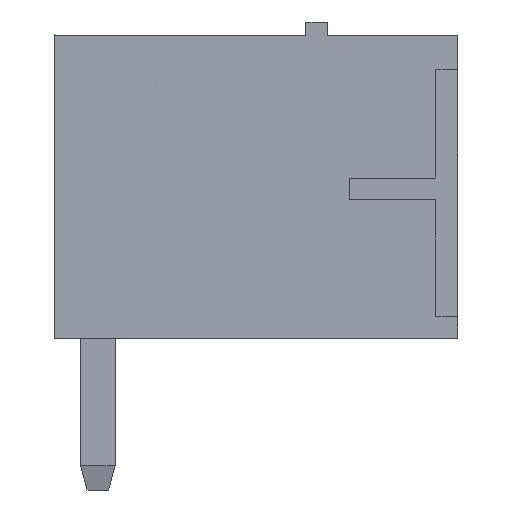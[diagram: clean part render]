
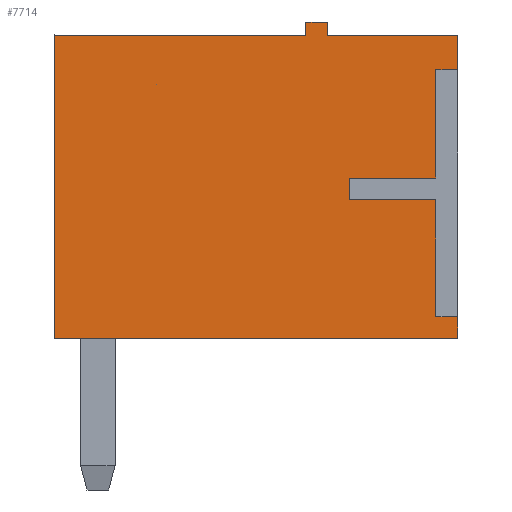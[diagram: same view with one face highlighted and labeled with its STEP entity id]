
A CAD part, left-side view. The second image highlights one B-rep face of the part: STEP entity #7714.
In plain terms, the highlighted planar face has unit normal (-1, 0, 0).
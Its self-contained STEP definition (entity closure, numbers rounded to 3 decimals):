
#401=FACE_OUTER_BOUND('',#842,.T.);
#842=EDGE_LOOP('',(#6225,#6226,#6227,#6228,#6229,#6230,#6231,#6232,#6233,
#6234,#6235,#6236,#6237,#6238,#6239,#6240));
#1206=LINE('',#10661,#2207);
#1284=LINE('',#10837,#2285);
#1571=LINE('',#11430,#2572);
#1575=LINE('',#11437,#2576);
#1733=LINE('',#11789,#2734);
#1739=LINE('',#11801,#2740);
#1740=LINE('',#11803,#2741);
#1742=LINE('',#11806,#2743);
#1744=LINE('',#11810,#2745);
#1747=LINE('',#11816,#2748);
#1750=LINE('',#11821,#2751);
#1752=LINE('',#11826,#2753);
#1753=LINE('',#11828,#2754);
#1754=LINE('',#11830,#2755);
#1755=LINE('',#11831,#2756);
#1756=LINE('',#11832,#2757);
#2207=VECTOR('',#8707,5.8);
#2285=VECTOR('',#8823,9.3);
#2572=VECTOR('',#9326,0.8);
#2576=VECTOR('',#9330,0.5);
#2734=VECTOR('',#9662,2.7);
#2740=VECTOR('',#9670,2.5);
#2741=VECTOR('',#9673,0.5);
#2743=VECTOR('',#9677,0.5);
#2745=VECTOR('',#9681,2.);
#2748=VECTOR('',#9686,0.5);
#2751=VECTOR('',#9691,2.);
#2753=VECTOR('',#9697,3.);
#2754=VECTOR('',#9698,0.3);
#2755=VECTOR('',#9699,0.5);
#2756=VECTOR('',#9700,0.3);
#2757=VECTOR('',#9701,7.);
#3124=VERTEX_POINT('',#10654);
#3127=VERTEX_POINT('',#10659);
#3204=VERTEX_POINT('',#10833);
#3206=VERTEX_POINT('',#10836);
#3403=VERTEX_POINT('',#11427);
#3404=VERTEX_POINT('',#11429);
#3407=VERTEX_POINT('',#11435);
#3512=VERTEX_POINT('',#11785);
#3514=VERTEX_POINT('',#11788);
#3516=VERTEX_POINT('',#11794);
#3519=VERTEX_POINT('',#11799);
#3520=VERTEX_POINT('',#11809);
#3522=VERTEX_POINT('',#11815);
#3524=VERTEX_POINT('',#11825);
#3525=VERTEX_POINT('',#11827);
#3526=VERTEX_POINT('',#11829);
#3891=EDGE_CURVE('',#3127,#3124,#1206,.T.);
#3969=EDGE_CURVE('',#3204,#3206,#1284,.T.);
#4270=EDGE_CURVE('',#3403,#3404,#1571,.T.);
#4274=EDGE_CURVE('',#3407,#3204,#1575,.T.);
#4443=EDGE_CURVE('',#3514,#3512,#1733,.T.);
#4449=EDGE_CURVE('',#3516,#3519,#1739,.T.);
#4450=EDGE_CURVE('',#3519,#3404,#1740,.T.);
#4452=EDGE_CURVE('',#3407,#3514,#1742,.T.);
#4454=EDGE_CURVE('',#3520,#3516,#1744,.T.);
#4457=EDGE_CURVE('',#3522,#3520,#1747,.T.);
#4460=EDGE_CURVE('',#3512,#3522,#1750,.T.);
#4462=EDGE_CURVE('',#3524,#3403,#1752,.T.);
#4463=EDGE_CURVE('',#3525,#3524,#1753,.T.);
#4464=EDGE_CURVE('',#3526,#3525,#1754,.T.);
#4465=EDGE_CURVE('',#3124,#3526,#1755,.T.);
#4466=EDGE_CURVE('',#3206,#3127,#1756,.T.);
#6225=ORIENTED_EDGE('',*,*,#4452,.T.);
#6226=ORIENTED_EDGE('',*,*,#4443,.T.);
#6227=ORIENTED_EDGE('',*,*,#4460,.T.);
#6228=ORIENTED_EDGE('',*,*,#4457,.T.);
#6229=ORIENTED_EDGE('',*,*,#4454,.T.);
#6230=ORIENTED_EDGE('',*,*,#4449,.T.);
#6231=ORIENTED_EDGE('',*,*,#4450,.T.);
#6232=ORIENTED_EDGE('',*,*,#4270,.F.);
#6233=ORIENTED_EDGE('',*,*,#4462,.F.);
#6234=ORIENTED_EDGE('',*,*,#4463,.F.);
#6235=ORIENTED_EDGE('',*,*,#4464,.F.);
#6236=ORIENTED_EDGE('',*,*,#4465,.F.);
#6237=ORIENTED_EDGE('',*,*,#3891,.F.);
#6238=ORIENTED_EDGE('',*,*,#4466,.F.);
#6239=ORIENTED_EDGE('',*,*,#3969,.F.);
#6240=ORIENTED_EDGE('',*,*,#4274,.F.);
#7023=PLANE('',#8143);
#7714=ADVANCED_FACE('',(#401),#7023,.T.);
#8143=AXIS2_PLACEMENT_3D('',#11824,#9695,#9696);
#8707=DIRECTION('',(0.,-1.,0.));
#8823=DIRECTION('',(0.,1.,0.));
#9326=DIRECTION('',(0.,0.,-1.));
#9330=DIRECTION('',(0.,0.,-1.));
#9662=DIRECTION('',(0.,0.,1.));
#9670=DIRECTION('',(0.,0.,1.));
#9673=DIRECTION('',(0.,-1.,0.));
#9677=DIRECTION('',(0.,1.,0.));
#9681=DIRECTION('',(0.,-1.,0.));
#9686=DIRECTION('',(0.,0.,1.));
#9691=DIRECTION('',(0.,1.,0.));
#9695=DIRECTION('center_axis',(-1.,0.,0.));
#9696=DIRECTION('ref_axis',(0.,0.,-1.));
#9697=DIRECTION('',(0.,-1.,0.));
#9698=DIRECTION('',(0.,0.,-1.));
#9699=DIRECTION('',(0.,-1.,0.));
#9700=DIRECTION('',(0.,0.,1.));
#9701=DIRECTION('',(0.,0.,1.));
#10654=CARTESIAN_POINT('',(-9.875,-4.8,7.));
#10659=CARTESIAN_POINT('',(-9.875,1.,7.));
#10661=CARTESIAN_POINT('',(-9.875,-0.5,7.));
#10833=CARTESIAN_POINT('',(-9.875,-8.3,0.));
#10836=CARTESIAN_POINT('',(-9.875,1.,0.));
#10837=CARTESIAN_POINT('',(-9.875,-0.5,0.));
#11427=CARTESIAN_POINT('',(-9.875,-8.3,7.));
#11429=CARTESIAN_POINT('',(-9.875,-8.3,6.2));
#11430=CARTESIAN_POINT('',(-9.875,-8.3,7.));
#11435=CARTESIAN_POINT('',(-9.875,-8.3,0.5));
#11437=CARTESIAN_POINT('',(-9.875,-8.3,7.));
#11785=CARTESIAN_POINT('',(-9.875,-7.8,3.2));
#11788=CARTESIAN_POINT('',(-9.875,-7.8,0.5));
#11789=CARTESIAN_POINT('',(-9.875,-7.8,3.75));
#11794=CARTESIAN_POINT('',(-9.875,-7.8,3.7));
#11799=CARTESIAN_POINT('',(-9.875,-7.8,6.2));
#11801=CARTESIAN_POINT('',(-9.875,-7.8,3.75));
#11803=CARTESIAN_POINT('',(-9.875,-4.15,6.2));
#11806=CARTESIAN_POINT('',(-9.875,-4.4,0.5));
#11809=CARTESIAN_POINT('',(-9.875,-5.8,3.7));
#11810=CARTESIAN_POINT('',(-9.875,-3.15,3.7));
#11815=CARTESIAN_POINT('',(-9.875,-5.8,3.2));
#11816=CARTESIAN_POINT('',(-9.875,-5.8,5.1));
#11821=CARTESIAN_POINT('',(-9.875,-4.15,3.2));
#11824=CARTESIAN_POINT('Origin',(-9.875,-0.5,7.));
#11825=CARTESIAN_POINT('',(-9.875,-5.3,7.));
#11826=CARTESIAN_POINT('',(-9.875,-0.5,7.));
#11827=CARTESIAN_POINT('',(-9.875,-5.3,7.3));
#11828=CARTESIAN_POINT('',(-9.875,-5.3,6.95));
#11829=CARTESIAN_POINT('',(-9.875,-4.8,7.3));
#11830=CARTESIAN_POINT('',(-9.875,-4.475,7.3));
#11831=CARTESIAN_POINT('',(-9.875,-4.8,7.1));
#11832=CARTESIAN_POINT('',(-9.875,1.,0.));
